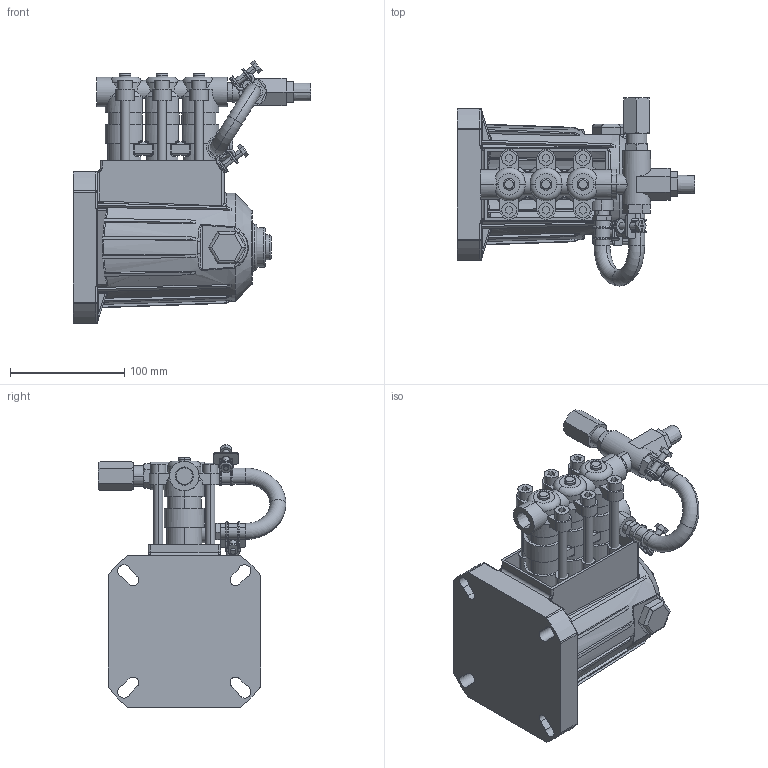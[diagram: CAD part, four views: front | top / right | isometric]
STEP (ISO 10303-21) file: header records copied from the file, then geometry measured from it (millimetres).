
FILE_DESCRIPTION (( 'STEP AP203' ), '1' );
FILE_NAME ('2SFX30GES.STEP', '2020-10-13T13:53:49', ( '' ), ( '' ), 'SwSTEP 2.0', 'SolidWorks 2020', '' );
FILE_SCHEMA (( 'CONFIG_CONTROL_DESIGN' ));
Products named in the file (1): 2SFX30GES
Bounding box: 208.16 x 164.45 x 230.26 mm (x, y, z)
Surface area: 188951.7 mm2 (no closed solid volume)
Topology: 0 solids, 39 shells, 915 faces, 2552 edges, 1650 vertices
Faces by surface type: plane 354, cylinder 283, torus 132, bspline 95, cone 45, sphere 6
Entity records: 34294 total; most frequent: CARTESIAN_POINT 11659, DIRECTION 4683, ORIENTED_EDGE 4561, EDGE_CURVE 2546, AXIS2_PLACEMENT_3D 1792, VERTEX_POINT 1650, LINE 1099, VECTOR 1099
